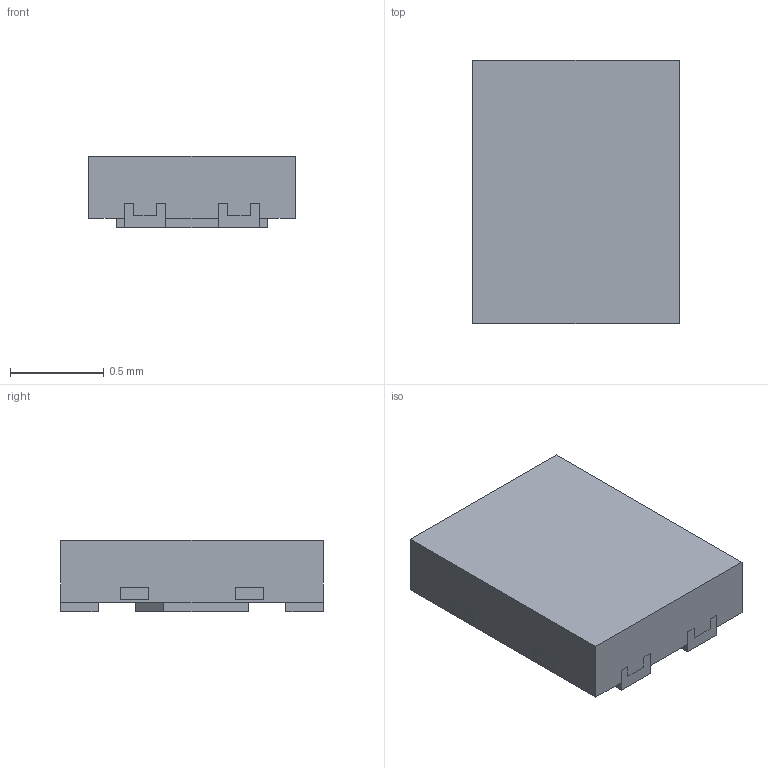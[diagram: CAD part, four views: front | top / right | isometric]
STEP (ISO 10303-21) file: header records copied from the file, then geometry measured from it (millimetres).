
FILE_DESCRIPTION (( 'STEP AP214' ), '1' );
FILE_NAME ('TMAG5253BA1IQDMRR.STEP', '2025-07-22T15:32:10', ( '' ), ( '' ), 'SwSTEP 2.0', 'SolidWorks 2024', '' );
FILE_SCHEMA (( 'AUTOMOTIVE_DESIGN' ));
Length unit declared in the file: millimetre
Products named in the file (8): BODY-SON; FRAME-DMR0004A_3; TMAG5253BA1IQDMRR; FRAME-DMR0004A; FRAME-DMR0004A_1; FRAME-DMR0004A_4; FRAME-DMR0004A_2
Assembly tree (7 placements, depth 3):
  TMAG5253BA1IQDMRR
    BODY-SON
    FRAME-DMR0004A
      FRAME-DMR0004A_4
      FRAME-DMR0004A
      FRAME-DMR0004A_1
      FRAME-DMR0004A_2
      FRAME-DMR0004A_3
Bounding box: 1.1 x 1.4 x 0.38 mm (x, y, z)
Volume: 0.5 mm3; surface area: 8.5 mm2
Topology: 6 solids, 6 shells, 113 faces, 306 edges, 204 vertices
Faces by surface type: plane 113
Entity records: 3797 total; most frequent: CARTESIAN_POINT 634, ORIENTED_EDGE 612, DIRECTION 554, LINE 306, VECTOR 306, EDGE_CURVE 306, VERTEX_POINT 204, AXIS2_PLACEMENT_3D 124
